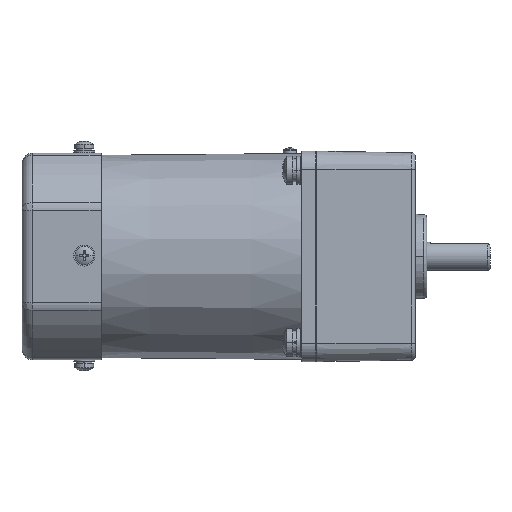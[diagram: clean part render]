
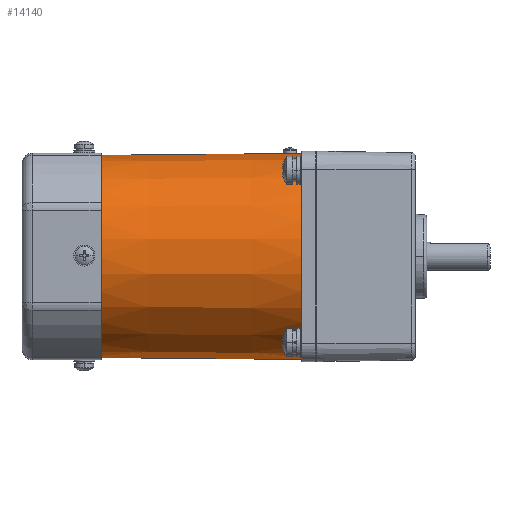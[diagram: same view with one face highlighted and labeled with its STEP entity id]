
A CAD part, front view. The second image highlights one B-rep face of the part: STEP entity #14140.
In plain terms, the highlighted conical face has half-angle 0.503 degrees and reference radius 43.236 mm.
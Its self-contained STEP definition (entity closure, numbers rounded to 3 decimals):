
#543 = LINE ( 'NONE', #12992, #25446 ) ;
#1036 = DIRECTION ( 'NONE',  ( -1., 0., -0.009 ) ) ;
#1605 = CARTESIAN_POINT ( 'NONE',  ( 2632.292, -775.157, -44. ) ) ;
#3668 = AXIS2_PLACEMENT_3D ( 'NONE', #22624, #35078, #7131 ) ;
#4291 = CONICAL_SURFACE ( 'NONE', #27051, 43.236, 0.009 ) ;
#4306 = VERTEX_POINT ( 'NONE', #28844 ) ;
#4916 = LINE ( 'NONE', #17371, #19302 ) ;
#5287 = CIRCLE ( 'NONE', #10494, 44. ) ;
#7131 = DIRECTION ( 'NONE',  ( 0., 0., 1. ) ) ;
#8306 = VECTOR ( 'NONE', #1036, 1000. ) ;
#8531 = EDGE_LOOP ( 'NONE', ( #30974, #32741, #12751, #38501, #17216 ) ) ;
#9146 = EDGE_CURVE ( 'NONE', #26043, #24532, #543, .T. ) ;
#9222 = DIRECTION ( 'NONE',  ( 1., 0., 0. ) ) ;
#10494 = AXIS2_PLACEMENT_3D ( 'NONE', #10944, #23362, #35838 ) ;
#10944 = CARTESIAN_POINT ( 'NONE',  ( 2632.292, -775.157, 0. ) ) ;
#12751 = ORIENTED_EDGE ( 'NONE', *, *, #36951, .T. ) ;
#12992 = CARTESIAN_POINT ( 'NONE',  ( 2545.293, -775.157, 43.236 ) ) ;
#14140 = ADVANCED_FACE ( 'NONE', ( #24702 ), #4291, .T. ) ;
#14664 = EDGE_CURVE ( 'NONE', #26588, #26043, #16040, .T. ) ;
#16040 = CIRCLE ( 'NONE', #3668, 43.236 ) ;
#16561 = LINE ( 'NONE', #28965, #8306 ) ;
#17216 = ORIENTED_EDGE ( 'NONE', *, *, #24352, .T. ) ;
#17371 = CARTESIAN_POINT ( 'NONE',  ( 2545.293, -775.157, -43.236 ) ) ;
#19302 = VECTOR ( 'NONE', #29773, 1000. ) ;
#21683 = DIRECTION ( 'NONE',  ( 0., 0., -1. ) ) ;
#22624 = CARTESIAN_POINT ( 'NONE',  ( 2545.293, -775.157, 0. ) ) ;
#23362 = DIRECTION ( 'NONE',  ( -1., 0., 0. ) ) ;
#23596 = CARTESIAN_POINT ( 'NONE',  ( 2545.293, -775.157, 43.236 ) ) ;
#23831 = CARTESIAN_POINT ( 'NONE',  ( 2622.292, -775.157, 43.912 ) ) ;
#24352 = EDGE_CURVE ( 'NONE', #4306, #24532, #16561, .T. ) ;
#24532 = VERTEX_POINT ( 'NONE', #23831 ) ;
#24702 = FACE_OUTER_BOUND ( 'NONE', #8531, .T. ) ;
#25415 = DIRECTION ( 'NONE',  ( 1., 0., 0.009 ) ) ;
#25446 = VECTOR ( 'NONE', #25415, 1000. ) ;
#26043 = VERTEX_POINT ( 'NONE', #23596 ) ;
#26588 = VERTEX_POINT ( 'NONE', #39674 ) ;
#27051 = AXIS2_PLACEMENT_3D ( 'NONE', #37177, #9222, #21683 ) ;
#28844 = CARTESIAN_POINT ( 'NONE',  ( 2632.292, -775.157, 44. ) ) ;
#28965 = CARTESIAN_POINT ( 'NONE',  ( -2380.797, -775.157, 0. ) ) ;
#29773 = DIRECTION ( 'NONE',  ( 1., 0., -0.009 ) ) ;
#30974 = ORIENTED_EDGE ( 'NONE', *, *, #9146, .F. ) ;
#32741 = ORIENTED_EDGE ( 'NONE', *, *, #14664, .F. ) ;
#35078 = DIRECTION ( 'NONE',  ( -1., 0., 0. ) ) ;
#35838 = DIRECTION ( 'NONE',  ( 0., 0., -1. ) ) ;
#36212 = VERTEX_POINT ( 'NONE', #1605 ) ;
#36951 = EDGE_CURVE ( 'NONE', #26588, #36212, #4916, .T. ) ;
#37177 = CARTESIAN_POINT ( 'NONE',  ( 2545.293, -775.157, 0. ) ) ;
#38501 = ORIENTED_EDGE ( 'NONE', *, *, #38837, .T. ) ;
#38837 = EDGE_CURVE ( 'NONE', #36212, #4306, #5287, .T. ) ;
#39674 = CARTESIAN_POINT ( 'NONE',  ( 2545.293, -775.157, -43.236 ) ) ;
